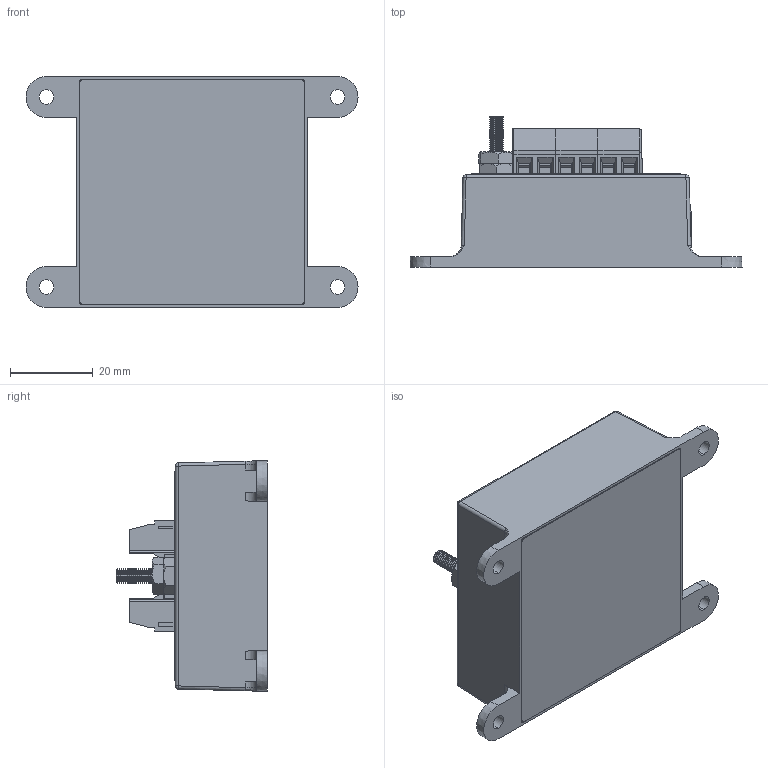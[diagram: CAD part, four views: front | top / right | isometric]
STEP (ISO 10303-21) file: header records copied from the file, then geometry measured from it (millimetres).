
FILE_DESCRIPTION (( 'STEP AP214' ), '1' );
FILE_NAME ('1101-372-5-E.STEP', '2019-01-17T17:49:57', ( '' ), ( '' ), 'SwSTEP 2.0', 'SolidWorks 2018', '' );
FILE_SCHEMA (( 'AUTOMOTIVE_DESIGN' ));
Length unit declared in the file: inch
Products named in the file (29): 2105-243; 2107-105; 2021-167; 2003-992-5; 2100-006; 2103-057; 1101-372-5-E; 2250-539-5; 3800-175; 2200-241; 2001-049; 2003-1121
Assembly tree (18 placements, depth 3):
  2105-243
  2107-105
  2021-167
  2100-006
  2103-057
Bounding box: 80.37 x 36.6 x 55.88 mm (x, y, z)
Volume: 32299.1 mm3; surface area: 44210.8 mm2
Topology: 53 solids, 53 shells, 4142 faces, 11150 edges, 7294 vertices
Faces by surface type: plane 2677, bspline 904, cylinder 367, cone 186, sphere 4, torus 4
Entity records: 161796 total; most frequent: CARTESIAN_POINT 69675, ORIENTED_EDGE 15542, DIRECTION 10536, EDGE_CURVE 7771, VECTOR 5382, LINE 5382, VERTEX_POINT 5092, EDGE_LOOP 3251
